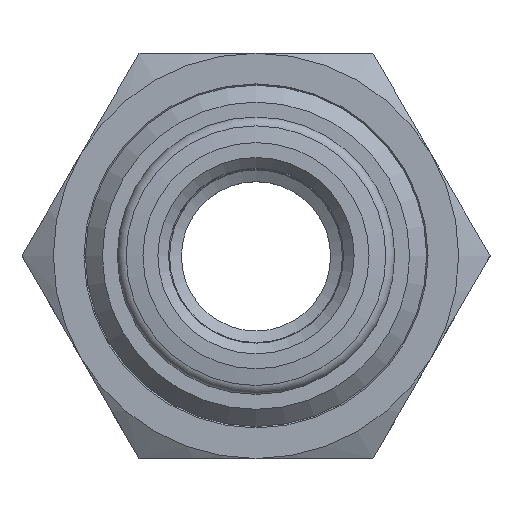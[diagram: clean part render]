
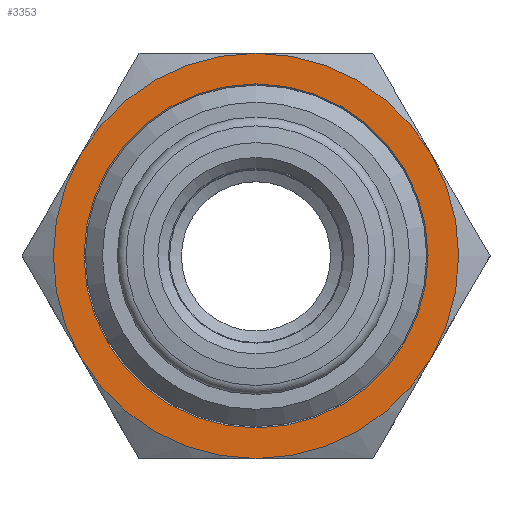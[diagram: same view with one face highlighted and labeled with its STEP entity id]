
A CAD part, top view. The second image highlights one B-rep face of the part: STEP entity #3353.
In plain terms, the highlighted planar face has unit normal (0, 0, 1).
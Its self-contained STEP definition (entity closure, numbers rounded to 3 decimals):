
#1510=PLANE('',#3145);
#1591=ORIENTED_EDGE('',*,*,#2019,.T.);
#1592=ORIENTED_EDGE('',*,*,#2020,.T.);
#1593=ORIENTED_EDGE('',*,*,#2021,.T.);
#1594=ORIENTED_EDGE('',*,*,#2022,.T.);
#1595=ORIENTED_EDGE('',*,*,#2023,.T.);
#1596=ORIENTED_EDGE('',*,*,#2024,.T.);
#1597=ORIENTED_EDGE('',*,*,#2025,.T.);
#1853=CIRCLE('',#3146,9.5);
#1854=CIRCLE('',#3147,9.5);
#1855=CIRCLE('',#3148,9.5);
#1856=CIRCLE('',#3149,9.5);
#1857=CIRCLE('',#3150,9.5);
#1858=CIRCLE('',#3151,9.5);
#1859=CIRCLE('',#3152,8.065);
#1924=VERTEX_POINT('',#2841);
#1925=VERTEX_POINT('',#2842);
#1926=VERTEX_POINT('',#2844);
#1927=VERTEX_POINT('',#2846);
#1928=VERTEX_POINT('',#2848);
#1929=VERTEX_POINT('',#2850);
#1930=VERTEX_POINT('',#2853);
#2019=EDGE_CURVE('',#1924,#1925,#1853,.T.);
#2020=EDGE_CURVE('',#1925,#1926,#1854,.T.);
#2021=EDGE_CURVE('',#1926,#1927,#1855,.T.);
#2022=EDGE_CURVE('',#1927,#1928,#1856,.T.);
#2023=EDGE_CURVE('',#1928,#1929,#1857,.T.);
#2024=EDGE_CURVE('',#1929,#1924,#1858,.T.);
#2025=EDGE_CURVE('',#1930,#1930,#1859,.T.);
#2168=EDGE_LOOP('',(#1591,#1592,#1593,#1594,#1595,#1596));
#2169=EDGE_LOOP('',(#1597));
#2284=FACE_BOUND('',#2168,.T.);
#2285=FACE_BOUND('',#2169,.T.);
#2428=DIRECTION('',(0.,0.,1.));
#2429=DIRECTION('',(0.,-1.,0.));
#2430=DIRECTION('',(0.,0.,1.));
#2431=DIRECTION('',(0.,9.5,0.));
#2432=DIRECTION('',(0.,0.,1.));
#2433=DIRECTION('',(0.,9.5,0.));
#2434=DIRECTION('',(0.,0.,1.));
#2435=DIRECTION('',(0.,9.5,0.));
#2436=DIRECTION('',(0.,0.,1.));
#2437=DIRECTION('',(0.,9.5,0.));
#2438=DIRECTION('',(0.,0.,1.));
#2439=DIRECTION('',(0.,9.5,0.));
#2440=DIRECTION('',(0.,0.,1.));
#2441=DIRECTION('',(0.,9.5,0.));
#2442=DIRECTION('',(0.,0.,-1.));
#2443=DIRECTION('',(0.,8.065,0.));
#2840=CARTESIAN_POINT('',(-8.227,-4.75,5.5));
#2841=CARTESIAN_POINT('',(-8.227,-4.75,5.5));
#2842=CARTESIAN_POINT('',(0.,-9.5,5.5));
#2843=CARTESIAN_POINT('',(0.,0.,5.5));
#2844=CARTESIAN_POINT('',(8.227,-4.75,5.5));
#2845=CARTESIAN_POINT('',(0.,0.,5.5));
#2846=CARTESIAN_POINT('',(8.227,4.75,5.5));
#2847=CARTESIAN_POINT('',(0.,0.,5.5));
#2848=CARTESIAN_POINT('',(0.,9.5,5.5));
#2849=CARTESIAN_POINT('',(0.,0.,5.5));
#2850=CARTESIAN_POINT('',(-8.227,4.75,5.5));
#2851=CARTESIAN_POINT('',(0.,0.,5.5));
#2852=CARTESIAN_POINT('',(0.,0.,5.5));
#2853=CARTESIAN_POINT('',(0.,8.065,5.5));
#2854=CARTESIAN_POINT('',(0.,0.,5.5));
#3145=AXIS2_PLACEMENT_3D('',#2840,#2428,#2429);
#3146=AXIS2_PLACEMENT_3D('',#2843,#2430,#2431);
#3147=AXIS2_PLACEMENT_3D('',#2845,#2432,#2433);
#3148=AXIS2_PLACEMENT_3D('',#2847,#2434,#2435);
#3149=AXIS2_PLACEMENT_3D('',#2849,#2436,#2437);
#3150=AXIS2_PLACEMENT_3D('',#2851,#2438,#2439);
#3151=AXIS2_PLACEMENT_3D('',#2852,#2440,#2441);
#3152=AXIS2_PLACEMENT_3D('',#2854,#2442,#2443);
#3353=ADVANCED_FACE('',(#2284,#2285),#1510,.T.);
